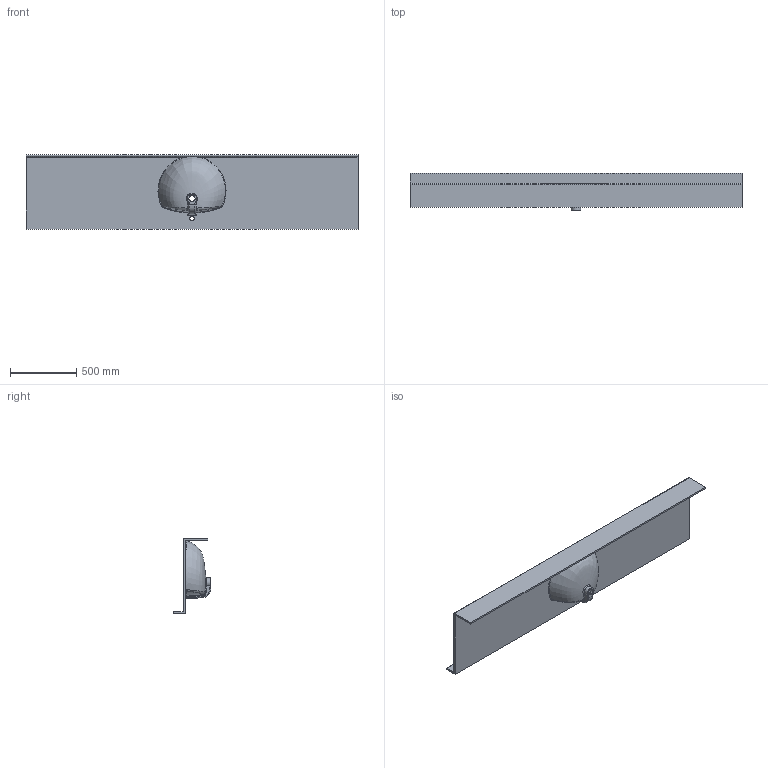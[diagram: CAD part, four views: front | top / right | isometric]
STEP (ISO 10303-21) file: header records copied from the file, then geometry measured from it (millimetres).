
FILE_DESCRIPTION (( 'STEP AP203' ), '1' );
FILE_NAME ('Preciosa_Pro_Comfort.STEP', '2021-11-16T06:30:07', ( '' ), ( '' ), 'SwSTEP 2.0', 'SolidWorks 2020', '' );
FILE_SCHEMA (( 'CONFIG_CONTROL_DESIGN' ));
Length unit declared in the file: millimetre
Products named in the file (1): Preciosa_Pro_Comfort
Bounding box: 2500 x 285 x 560 mm (x, y, z)
Volume: 25704849.9 mm3; surface area: 4333721.9 mm2
Topology: 1 solids, 1 shells, 129 faces, 318 edges, 182 vertices
Faces by surface type: bspline 56, cylinder 26, plane 26, torus 10, cone 7, sphere 4
Entity records: 17944 total; most frequent: CARTESIAN_POINT 15270, ORIENTED_EDGE 620, DIRECTION 450, EDGE_CURVE 310, AXIS2_PLACEMENT_3D 184, VERTEX_POINT 182, EDGE_LOOP 134, FACE_OUTER_BOUND 129
